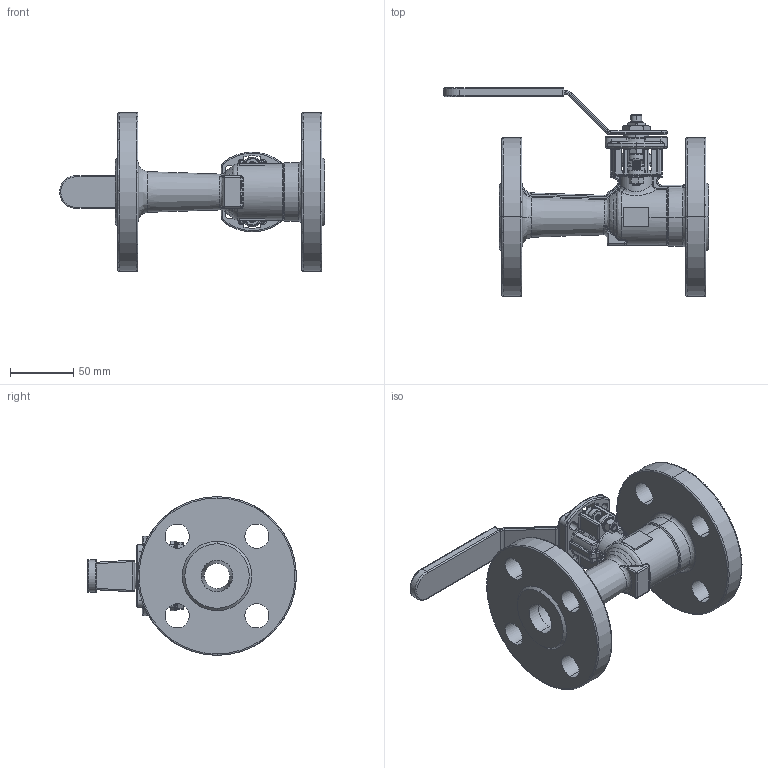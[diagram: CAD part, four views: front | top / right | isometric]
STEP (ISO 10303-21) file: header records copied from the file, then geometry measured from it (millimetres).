
FILE_DESCRIPTION (( 'STEP AP203' ), '1' );
FILE_NAME ('F9R-F3-0100_0.step', '2020-11-02T19:49:23', ( '' ), ( '' ), 'SwSTEP 2.0', 'SolidWorks 2019', '' );
FILE_SCHEMA (( 'CONFIG_CONTROL_DESIGN' ));
Length unit declared in the file: inch
Products named in the file (19): F9R-F3-0100 RETAINER; F9R-F3-0100 STEM; F9R-F3-0100 GLAND; F9R-F3-0100 HANDLE NUT; F9R-F3-0100 GLAND WASHER; F9R-F3-0100 BELLEVILLE WASHERS; F9R-F3-0100 STEM EXT WASHER; F9R-F3-0100 BODY; F9R-F3-0100 HANDLE; F9R-F3-0100 STEM EXT SCREW; F9R-F3-0100 STEM EXT; F9R-F3-0100_0; F9R-F3-0100 GLAND BOLT; F9R-F3-0100 STOP PLATE; F9R-F3-0100 GLAND FLANGE; F9R-F3-0100 PACKING; F9R-F3-0100 GLAND NUT; F9R-F3-0100 SPACER; F9R-F3-0100 HANDLE COVER
Assembly tree (21 placements, depth 2):
  F9R-F3-0100_0
    F9R-F3-0100 STEM
    F9R-F3-0100 PACKING
    F9R-F3-0100 GLAND NUT  x2
    F9R-F3-0100 GLAND BOLT  x2
    F9R-F3-0100 BELLEVILLE WASHERS
    F9R-F3-0100 STOP PLATE
    F9R-F3-0100 HANDLE
    F9R-F3-0100 SPACER
    F9R-F3-0100 HANDLE COVER
    F9R-F3-0100 HANDLE NUT
    F9R-F3-0100 RETAINER
    F9R-F3-0100 STEM EXT SCREW
    F9R-F3-0100 STEM EXT
    F9R-F3-0100 BODY
    F9R-F3-0100 GLAND
    F9R-F3-0100 GLAND FLANGE
    F9R-F3-0100 STEM EXT WASHER
    F9R-F3-0100 GLAND WASHER  x2
Bounding box: 209 x 164.5 x 125 mm (x, y, z)
Volume: 511548.1 mm3; surface area: 152889.6 mm2
Topology: 24 solids, 24 shells, 1290 faces, 3191 edges, 1920 vertices
Faces by surface type: cylinder 481, bspline 451, plane 315, cone 43
Entity records: 55998 total; most frequent: CARTESIAN_POINT 28805, ORIENTED_EDGE 5736, DIRECTION 4588, EDGE_CURVE 2868, VERTEX_POINT 1737, AXIS2_PLACEMENT_3D 1737, EDGE_LOOP 1283, FACE_OUTER_BOUND 1191
